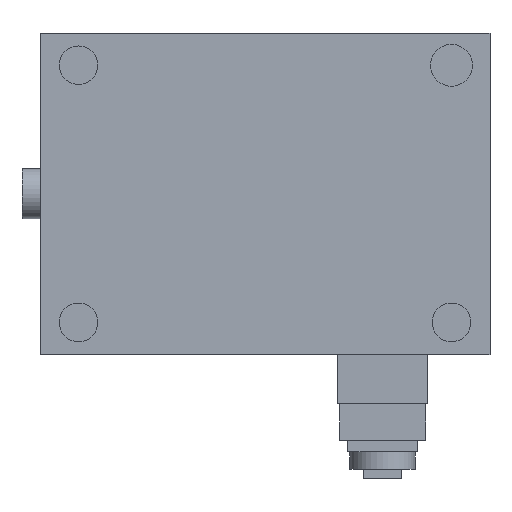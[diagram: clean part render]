
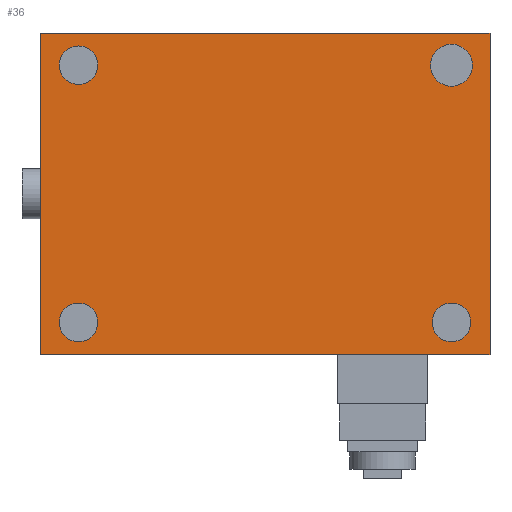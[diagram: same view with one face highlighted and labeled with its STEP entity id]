
A CAD part, front view. The second image highlights one B-rep face of the part: STEP entity #36.
In plain terms, the highlighted planar face has unit normal (0, -1, 0).
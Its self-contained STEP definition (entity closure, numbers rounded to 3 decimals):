
#28 = AXIS2_PLACEMENT_3D ( 'NONE', #6174, #6175, #6176 ) ;
#36 = ADVANCED_FACE ( 'NONE', ( #6159, #6144, #6162, #6164, #6158 ), #6160, .F. ) ;
#151 = EDGE_CURVE ( 'NONE', #439, #444, #7741, .T. ) ;
#153 = EDGE_CURVE ( 'NONE', #542, #543, #7415, .T. ) ;
#154 = EDGE_CURVE ( 'NONE', #550, #551, #7414, .T. ) ;
#155 = EDGE_CURVE ( 'NONE', #445, #439, #7751, .T. ) ;
#156 = EDGE_CURVE ( 'NONE', #445, #440, #7756, .T. ) ;
#158 = EDGE_CURVE ( 'NONE', #440, #444, #7750, .T. ) ;
#159 = EDGE_CURVE ( 'NONE', #546, #547, #7423, .T. ) ;
#160 = EDGE_CURVE ( 'NONE', #539, #540, #7422, .T. ) ;
#439 = VERTEX_POINT ( 'NONE', #8988 ) ;
#440 = VERTEX_POINT ( 'NONE', #8989 ) ;
#444 = VERTEX_POINT ( 'NONE', #8993 ) ;
#445 = VERTEX_POINT ( 'NONE', #8994 ) ;
#539 = VERTEX_POINT ( 'NONE', #9672 ) ;
#540 = VERTEX_POINT ( 'NONE', #9673 ) ;
#542 = VERTEX_POINT ( 'NONE', #9675 ) ;
#543 = VERTEX_POINT ( 'NONE', #9676 ) ;
#546 = VERTEX_POINT ( 'NONE', #9679 ) ;
#547 = VERTEX_POINT ( 'NONE', #9680 ) ;
#550 = VERTEX_POINT ( 'NONE', #9683 ) ;
#551 = VERTEX_POINT ( 'NONE', #9684 ) ;
#1030 = EDGE_LOOP ( 'NONE', ( #1257, #1258 ) ) ;
#1034 = EDGE_LOOP ( 'NONE', ( #1263, #1264 ) ) ;
#1040 = EDGE_LOOP ( 'NONE', ( #1255, #1256 ) ) ;
#1041 = EDGE_LOOP ( 'NONE', ( #1259, #1260, #1261, #1262 ) ) ;
#1042 = EDGE_LOOP ( 'NONE', ( #1265, #1266 ) ) ;
#1255 = ORIENTED_EDGE ( 'NONE', *, *, #159, .F. ) ;
#1256 = ORIENTED_EDGE ( 'NONE', *, *, #1709, .F. ) ;
#1257 = ORIENTED_EDGE ( 'NONE', *, *, #160, .F. ) ;
#1258 = ORIENTED_EDGE ( 'NONE', *, *, #1693, .F. ) ;
#1259 = ORIENTED_EDGE ( 'NONE', *, *, #151, .T. ) ;
#1260 = ORIENTED_EDGE ( 'NONE', *, *, #158, .F. ) ;
#1261 = ORIENTED_EDGE ( 'NONE', *, *, #156, .F. ) ;
#1262 = ORIENTED_EDGE ( 'NONE', *, *, #155, .T. ) ;
#1263 = ORIENTED_EDGE ( 'NONE', *, *, #153, .F. ) ;
#1264 = ORIENTED_EDGE ( 'NONE', *, *, #1691, .F. ) ;
#1265 = ORIENTED_EDGE ( 'NONE', *, *, #154, .F. ) ;
#1266 = ORIENTED_EDGE ( 'NONE', *, *, #1726, .F. ) ;
#1691 = EDGE_CURVE ( 'NONE', #543, #542, #9240, .T. ) ;
#1693 = EDGE_CURVE ( 'NONE', #540, #539, #9245, .T. ) ;
#1709 = EDGE_CURVE ( 'NONE', #547, #546, #9268, .T. ) ;
#1726 = EDGE_CURVE ( 'NONE', #551, #550, #9284, .T. ) ;
#1989 = CARTESIAN_POINT ( 'NONE',  ( 320., 0., 100. ) ) ;
#1990 = DIRECTION ( 'NONE',  ( 0., -1., 0. ) ) ;
#1991 = DIRECTION ( 'NONE',  ( 0., 0., 1. ) ) ;
#6144 = FACE_BOUND ( 'NONE', #1030, .T. ) ;
#6158 = FACE_BOUND ( 'NONE', #1042, .T. ) ;
#6159 = FACE_BOUND ( 'NONE', #1040, .T. ) ;
#6160 = PLANE ( 'NONE',  #28 ) ;
#6162 = FACE_OUTER_BOUND ( 'NONE', #1041, .T. ) ;
#6164 = FACE_BOUND ( 'NONE', #1034, .T. ) ;
#6174 = CARTESIAN_POINT ( 'NONE',  ( 350., 0., 125. ) ) ;
#6175 = DIRECTION ( 'NONE',  ( 0., 1., 0. ) ) ;
#6176 = DIRECTION ( 'NONE',  ( 0., 0., 1. ) ) ;
#7413 = VECTOR ( 'NONE', #7743, 1000. ) ;
#7414 = CIRCLE ( 'NONE', #7419, 16.339 ) ;
#7415 = CIRCLE ( 'NONE', #7417, 15. ) ;
#7416 = VECTOR ( 'NONE', #7755, 1000. ) ;
#7417 = AXIS2_PLACEMENT_3D ( 'NONE', #7747, #7748, #7749 ) ;
#7418 = VECTOR ( 'NONE', #7764, 1000. ) ;
#7419 = AXIS2_PLACEMENT_3D ( 'NONE', #7752, #7753, #7754 ) ;
#7420 = VECTOR ( 'NONE', #7758, 1000. ) ;
#7422 = CIRCLE ( 'NONE', #7427, 15. ) ;
#7423 = CIRCLE ( 'NONE', #7425, 15. ) ;
#7425 = AXIS2_PLACEMENT_3D ( 'NONE', #7766, #7767, #7768 ) ;
#7427 = AXIS2_PLACEMENT_3D ( 'NONE', #7771, #7772, #7773 ) ;
#7741 = LINE ( 'NONE', #7742, #7413 ) ;
#7742 = CARTESIAN_POINT ( 'NONE',  ( 0., 0., 125. ) ) ;
#7743 = DIRECTION ( 'NONE',  ( 0., 0., -1. ) ) ;
#7746 = CARTESIAN_POINT ( 'NONE',  ( 350., 0., 125. ) ) ;
#7747 = CARTESIAN_POINT ( 'NONE',  ( 30., 0., -100. ) ) ;
#7748 = DIRECTION ( 'NONE',  ( 0., -1., 0. ) ) ;
#7749 = DIRECTION ( 'NONE',  ( 0., 0., 1. ) ) ;
#7750 = LINE ( 'NONE', #7763, #7418 ) ;
#7751 = LINE ( 'NONE', #7746, #7416 ) ;
#7752 = CARTESIAN_POINT ( 'NONE',  ( 320., 0., 100. ) ) ;
#7753 = DIRECTION ( 'NONE',  ( 0., -1., 0. ) ) ;
#7754 = DIRECTION ( 'NONE',  ( 0., 0., 1. ) ) ;
#7755 = DIRECTION ( 'NONE',  ( -1., 0., 0. ) ) ;
#7756 = LINE ( 'NONE', #7757, #7420 ) ;
#7757 = CARTESIAN_POINT ( 'NONE',  ( 350., 0., 125. ) ) ;
#7758 = DIRECTION ( 'NONE',  ( 0., 0., -1. ) ) ;
#7763 = CARTESIAN_POINT ( 'NONE',  ( 350., 0., -125. ) ) ;
#7764 = DIRECTION ( 'NONE',  ( -1., 0., 0. ) ) ;
#7766 = CARTESIAN_POINT ( 'NONE',  ( 320., 0., -100. ) ) ;
#7767 = DIRECTION ( 'NONE',  ( 0., -1., 0. ) ) ;
#7768 = DIRECTION ( 'NONE',  ( 0., 0., 1. ) ) ;
#7771 = CARTESIAN_POINT ( 'NONE',  ( 30., 0., 100. ) ) ;
#7772 = DIRECTION ( 'NONE',  ( 0., -1., 0. ) ) ;
#7773 = DIRECTION ( 'NONE',  ( 0., 0., 1. ) ) ;
#8988 = CARTESIAN_POINT ( 'NONE',  ( 0., 0., 125. ) ) ;
#8989 = CARTESIAN_POINT ( 'NONE',  ( 350., 0., -125. ) ) ;
#8993 = CARTESIAN_POINT ( 'NONE',  ( 0., 0., -125. ) ) ;
#8994 = CARTESIAN_POINT ( 'NONE',  ( 350., 0., 125. ) ) ;
#9240 = CIRCLE ( 'NONE', #9244, 15. ) ;
#9244 = AXIS2_PLACEMENT_3D ( 'NONE', #9924, #9925, #9926 ) ;
#9245 = CIRCLE ( 'NONE', #9248, 15. ) ;
#9248 = AXIS2_PLACEMENT_3D ( 'NONE', #9933, #9934, #9935 ) ;
#9268 = CIRCLE ( 'NONE', #9271, 15. ) ;
#9271 = AXIS2_PLACEMENT_3D ( 'NONE', #10028, #10029, #10030 ) ;
#9284 = CIRCLE ( 'NONE', #9295, 16.339 ) ;
#9295 = AXIS2_PLACEMENT_3D ( 'NONE', #1989, #1990, #1991 ) ;
#9672 = CARTESIAN_POINT ( 'NONE',  ( 30., 0., 115. ) ) ;
#9673 = CARTESIAN_POINT ( 'NONE',  ( 30., 0., 85. ) ) ;
#9675 = CARTESIAN_POINT ( 'NONE',  ( 30., 0., -85. ) ) ;
#9676 = CARTESIAN_POINT ( 'NONE',  ( 30., 0., -115. ) ) ;
#9679 = CARTESIAN_POINT ( 'NONE',  ( 320., 0., -85. ) ) ;
#9680 = CARTESIAN_POINT ( 'NONE',  ( 320., 0., -115. ) ) ;
#9683 = CARTESIAN_POINT ( 'NONE',  ( 320., 0., 116.339 ) ) ;
#9684 = CARTESIAN_POINT ( 'NONE',  ( 320., 0., 83.661 ) ) ;
#9924 = CARTESIAN_POINT ( 'NONE',  ( 30., 0., -100. ) ) ;
#9925 = DIRECTION ( 'NONE',  ( 0., -1., 0. ) ) ;
#9926 = DIRECTION ( 'NONE',  ( 0., 0., 1. ) ) ;
#9933 = CARTESIAN_POINT ( 'NONE',  ( 30., 0., 100. ) ) ;
#9934 = DIRECTION ( 'NONE',  ( 0., -1., 0. ) ) ;
#9935 = DIRECTION ( 'NONE',  ( 0., 0., 1. ) ) ;
#10028 = CARTESIAN_POINT ( 'NONE',  ( 320., 0., -100. ) ) ;
#10029 = DIRECTION ( 'NONE',  ( 0., -1., 0. ) ) ;
#10030 = DIRECTION ( 'NONE',  ( 0., 0., 1. ) ) ;
